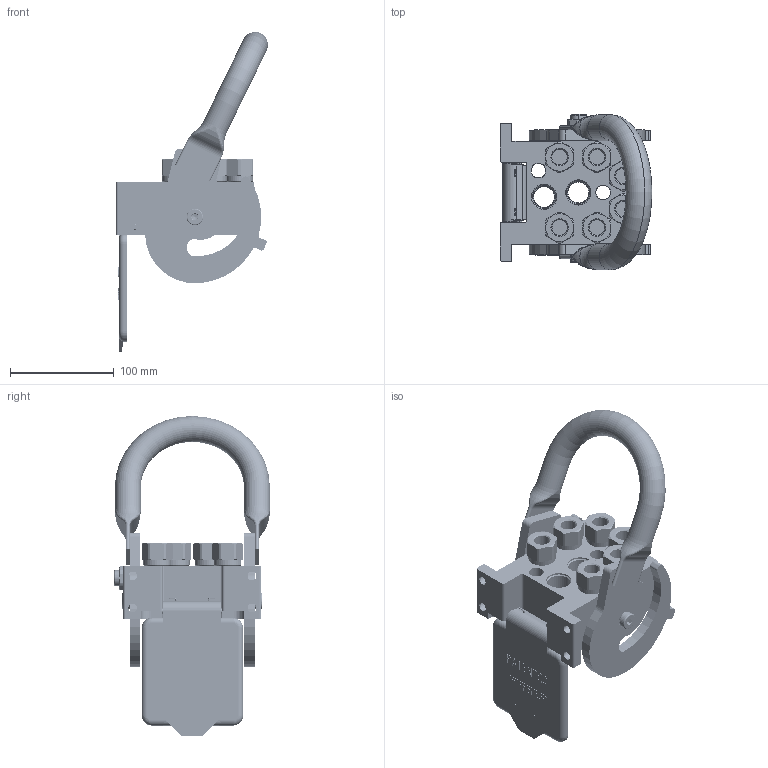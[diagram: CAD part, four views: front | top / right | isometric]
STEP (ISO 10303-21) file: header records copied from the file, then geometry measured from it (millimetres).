
FILE_DESCRIPTION (( 'STEP AP214' ), '1' );
FILE_NAME ('FASTER.step', '2022-05-15T10:09:39', ( '' ), ( '' ), 'SwSTEP 2.0', 'SolidWorks 2017', '' );
FILE_SCHEMA (( 'AUTOMOTIVE_DESIGN' ));
Length unit declared in the file: millimetre
Products named in the file (29): 4830_026_0000_000; 4820_001_0004_000; 4850_020_0000_000; 4132_014_0000_000; 4830_001_0005_301; CURS_MOLLA_38; 2ffnb38_gas_f; P5068_F_BASE; 0048_317_1000_000; 4830_024_4001_000_p5068; 4810_001_0001_014; A4830_024_4001_000_p5068; 4830_024_4001_011; 4830_022_0000_000; A_2ffnb38_gas_f; 4840_024_1000_010; or1_5x7_m; sicura; 4830_001_0005_300; 4830_025_0000_000; 4830_070_0000_000; 020_14_150; 4132_072_0000_300; 4830_013_3000_030; 4840_024_1000_020; FASTER; 0048_042_0412_000; et011
Assembly tree (35 placements, depth 5):
  FASTER
    P5068_F_BASE
      4850_020_0000_000
      4830_013_3000_030  x2
      4820_001_0004_000
      4810_001_0001_014
      4830_001_0005_300
      4830_001_0005_301
      4830_022_0000_000
      4830_070_0000_000
      0048_317_1000_000  x2
      020_14_150
    A_2ffnb38_gas_f  x6
      CURS_MOLLA_38
        4132_072_0000_300
        4132_014_0000_000
      2ffnb38_gas_f
        2ffnb38_gas_f
    4830_024_4001_000_p5068
      A4830_024_4001_000_p5068
        sicura
          4830_025_0000_000
          4830_026_0000_000
          or1_5x7_m
          0048_042_0412_000
        4840_024_1000_010
        4840_024_1000_020
        4830_024_4001_011
    et011
Bounding box: 146.54 x 150.2 x 308.6 mm (x, y, z)
Volume: 669166.6 mm3; surface area: 310029.3 mm2
Topology: 29 solids, 78 shells, 4439 faces, 11533 edges, 7409 vertices
Faces by surface type: plane 2555, cylinder 827, cone 412, bspline 333, torus 282, sphere 30
Entity records: 128632 total; most frequent: CARTESIAN_POINT 50938, ORIENTED_EDGE 16235, DIRECTION 15091, EDGE_CURVE 8141, VECTOR 6103, LINE 6103, VERTEX_POINT 5254, AXIS2_PLACEMENT_3D 4494
